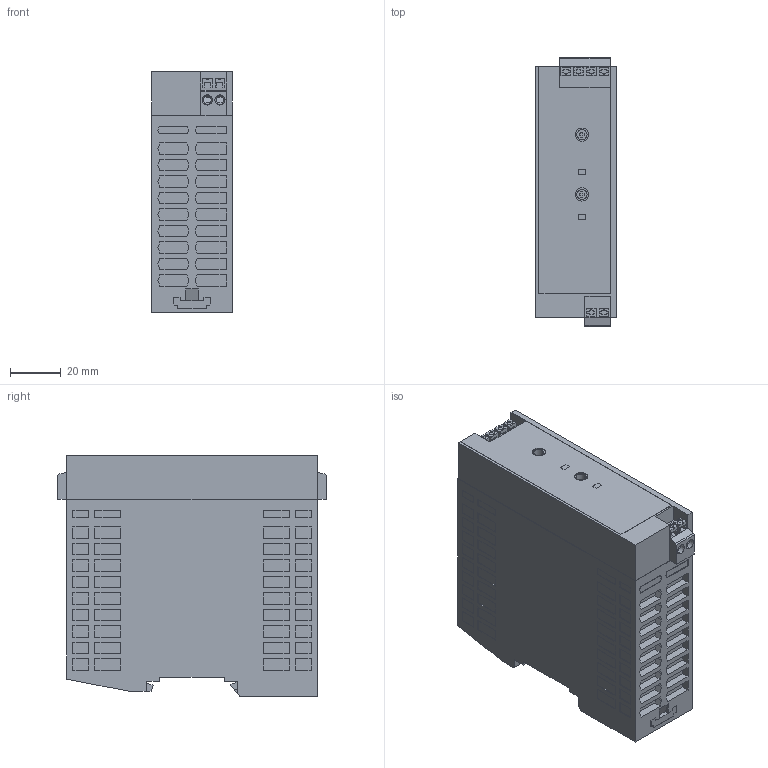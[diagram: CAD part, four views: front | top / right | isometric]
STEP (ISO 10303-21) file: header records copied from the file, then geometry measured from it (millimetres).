
FILE_DESCRIPTION(('Creo Elements/Direct Modeling STEP Export'),'2;1');
FILE_NAME('model.stp','2018-06-19T15:22:48',(''),(''),'Creo Elements/Direct Modeling STEP processor for AP214 (Solid Model)','Creo Elements/Direct Modeling 18.1I 14-Aug-2016 (C) Parametric Technology GmbH','');
FILE_SCHEMA(('AUTOMOTIVE_DESIGN { 1 0 10303 214 1 1 1 1 }'));
Length unit declared in the file: millimetre
Products named in the file (2): QUINT4_PS_1AC_24DC_2.5_PT-select
Assembly tree (1 placements, depth 2):
  QUINT4_PS_1AC_24DC_2.5_PT-select
    QUINT4_PS_1AC_24DC_2.5_PT-select
Bounding box: 32 x 106 x 95 mm (x, y, z)
Volume: 281246.7 mm3; surface area: 36056.9 mm2
Topology: 1 solids, 1 shells, 895 faces, 2268 edges, 1492 vertices
Faces by surface type: plane 833, cylinder 32, cone 30
Entity records: 33524 total; most frequent: CARTESIAN_POINT 4792, ORIENTED_EDGE 4536, DIRECTION 4066, EDGE_CURVE 2268, VECTOR 2134, LINE 2134, VERTEX_POINT 1492, EDGE_LOOP 1024
